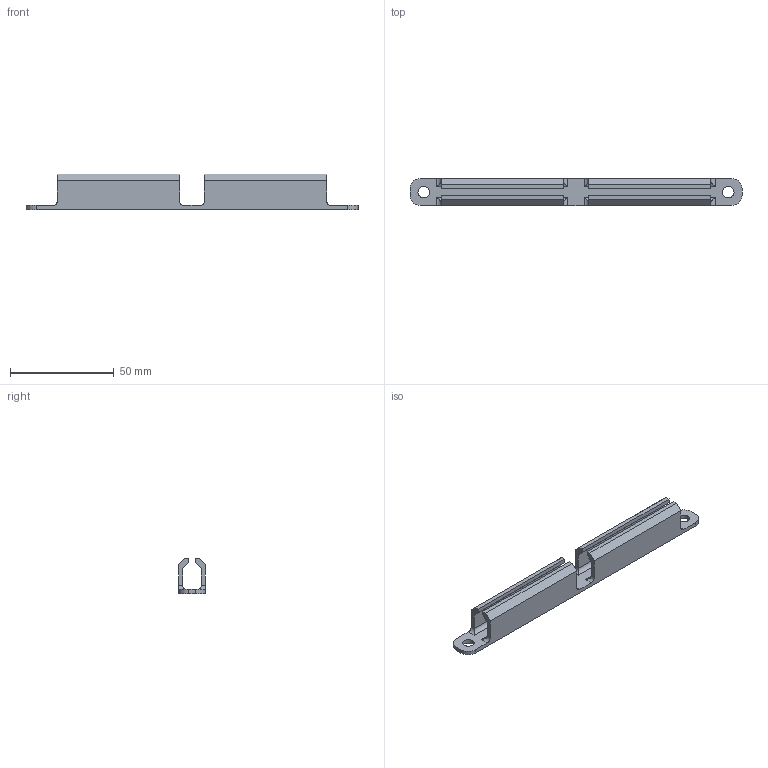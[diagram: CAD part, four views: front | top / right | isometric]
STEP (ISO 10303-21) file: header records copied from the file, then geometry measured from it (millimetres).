
FILE_DESCRIPTION (( 'STEP AP214' ), '1' );
FILE_NAME ('705 Frame Wire Conduit.STEP', '2021-03-18T16:11:57', ( '' ), ( '' ), 'SwSTEP 2.0', 'SolidWorks 2019', '' );
FILE_SCHEMA (( 'AUTOMOTIVE_DESIGN' ));
Length unit declared in the file: millimetre
Products named in the file (1): 705 Frame Wire Conduit
Bounding box: 160 x 13 x 17 mm (x, y, z)
Volume: 12740.5 mm3; surface area: 12515.6 mm2
Topology: 1 solids, 1 shells, 54 faces, 148 edges, 96 vertices
Faces by surface type: plane 34, cylinder 20
Entity records: 1734 total; most frequent: CARTESIAN_POINT 323, ORIENTED_EDGE 296, DIRECTION 274, EDGE_CURVE 148, VECTOR 116, LINE 116, VERTEX_POINT 96, AXIS2_PLACEMENT_3D 79
